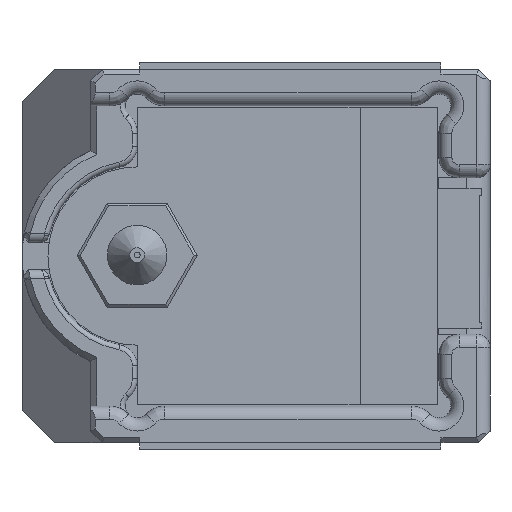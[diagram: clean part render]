
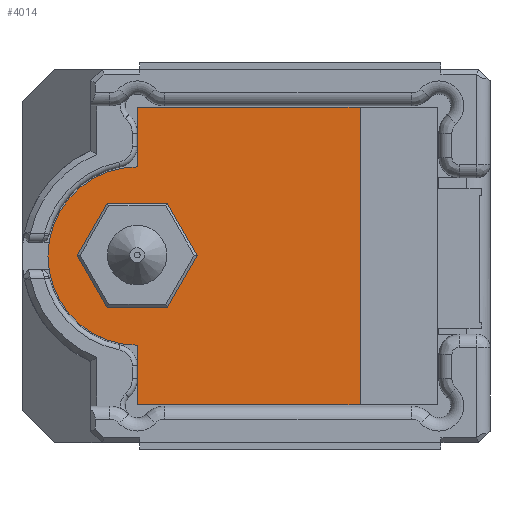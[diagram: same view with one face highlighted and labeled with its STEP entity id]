
A CAD part, top view. The second image highlights one B-rep face of the part: STEP entity #4014.
In plain terms, the highlighted planar face has unit normal (0, 0, 1).
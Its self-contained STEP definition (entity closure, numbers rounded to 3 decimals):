
#232=FACE_BOUND('',#645,.T.);
#243=CIRCLE('',#4277,6.);
#244=CIRCLE('',#4278,3.05);
#401=FACE_OUTER_BOUND('',#644,.T.);
#644=EDGE_LOOP('',(#2710,#2711,#2712,#2713,#2714,#2715));
#645=EDGE_LOOP('',(#2716));
#923=LINE('',#5855,#1296);
#925=LINE('',#5859,#1298);
#926=LINE('',#5861,#1299);
#927=LINE('',#5865,#1300);
#928=LINE('',#5866,#1301);
#1296=VECTOR('',#4712,10.);
#1298=VECTOR('',#4716,10.);
#1299=VECTOR('',#4717,10.);
#1300=VECTOR('',#4720,10.);
#1301=VECTOR('',#4721,10.);
#1658=VERTEX_POINT('',#5852);
#1659=VERTEX_POINT('',#5854);
#1660=VERTEX_POINT('',#5858);
#1661=VERTEX_POINT('',#5860);
#1662=VERTEX_POINT('',#5862);
#1663=VERTEX_POINT('',#5864);
#1664=VERTEX_POINT('',#5867);
#2060=EDGE_CURVE('',#1659,#1658,#923,.T.);
#2062=EDGE_CURVE('',#1658,#1660,#925,.T.);
#2063=EDGE_CURVE('',#1660,#1661,#926,.T.);
#2064=EDGE_CURVE('',#1661,#1662,#243,.T.);
#2065=EDGE_CURVE('',#1662,#1663,#927,.T.);
#2066=EDGE_CURVE('',#1663,#1659,#928,.T.);
#2067=EDGE_CURVE('',#1664,#1664,#244,.T.);
#2710=ORIENTED_EDGE('',*,*,#2060,.T.);
#2711=ORIENTED_EDGE('',*,*,#2062,.T.);
#2712=ORIENTED_EDGE('',*,*,#2063,.T.);
#2713=ORIENTED_EDGE('',*,*,#2064,.T.);
#2714=ORIENTED_EDGE('',*,*,#2065,.T.);
#2715=ORIENTED_EDGE('',*,*,#2066,.T.);
#2716=ORIENTED_EDGE('',*,*,#2067,.T.);
#3875=PLANE('',#4276);
#4014=ADVANCED_FACE('',(#401,#232),#3875,.T.);
#4276=AXIS2_PLACEMENT_3D('',#5857,#4714,#4715);
#4277=AXIS2_PLACEMENT_3D('',#5863,#4718,#4719);
#4278=AXIS2_PLACEMENT_3D('',#5868,#4722,#4723);
#4712=DIRECTION('',(0.,1.,0.));
#4714=DIRECTION('center_axis',(0.,0.,1.));
#4715=DIRECTION('ref_axis',(0.,-1.,0.));
#4716=DIRECTION('',(-1.,0.,0.));
#4717=DIRECTION('',(0.,-1.,0.));
#4718=DIRECTION('center_axis',(0.,0.,1.));
#4719=DIRECTION('ref_axis',(0.,1.,0.));
#4720=DIRECTION('',(0.,-1.,0.));
#4721=DIRECTION('',(1.,0.,0.));
#4722=DIRECTION('center_axis',(0.,0.,-1.));
#4723=DIRECTION('ref_axis',(0.,1.,0.));
#5852=CARTESIAN_POINT('',(13.96,12.98,1.9));
#5854=CARTESIAN_POINT('',(13.96,-7.02,1.9));
#5855=CARTESIAN_POINT('',(13.96,2.98,1.9));
#5857=CARTESIAN_POINT('Origin',(9.06,2.98,1.9));
#5858=CARTESIAN_POINT('',(-1.04,12.98,1.9));
#5859=CARTESIAN_POINT('',(9.06,12.98,1.9));
#5860=CARTESIAN_POINT('',(-1.04,8.98,1.9));
#5861=CARTESIAN_POINT('',(-1.04,2.98,1.9));
#5862=CARTESIAN_POINT('',(-1.04,-3.02,1.9));
#5863=CARTESIAN_POINT('Origin',(-1.04,2.98,1.9));
#5864=CARTESIAN_POINT('',(-1.04,-7.02,1.9));
#5865=CARTESIAN_POINT('',(-1.04,2.98,1.9));
#5866=CARTESIAN_POINT('',(9.06,-7.02,1.9));
#5867=CARTESIAN_POINT('',(-1.04,-0.07,1.9));
#5868=CARTESIAN_POINT('Origin',(-1.04,2.98,1.9));
